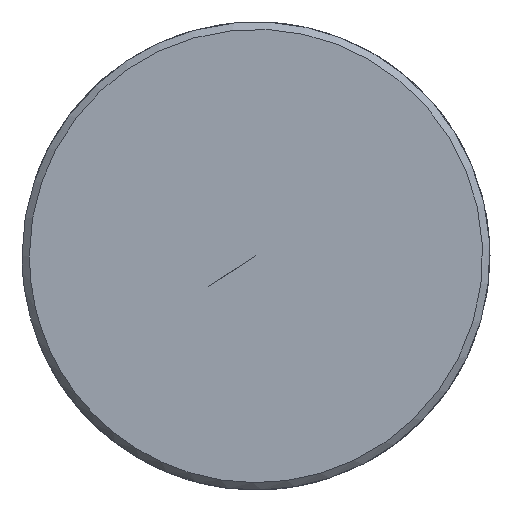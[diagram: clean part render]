
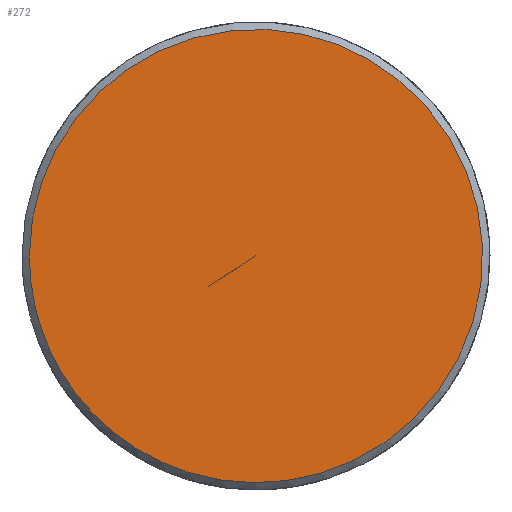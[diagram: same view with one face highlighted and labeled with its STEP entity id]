
A CAD part, left-side view. The second image highlights one B-rep face of the part: STEP entity #272.
In plain terms, the highlighted free-form (B-spline) face has degree [5, 1] with [6, 2] control points.
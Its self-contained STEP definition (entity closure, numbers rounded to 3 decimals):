
#200 = CARTESIAN_POINT ('', (-93., 7.75, 0.));
#201 = VERTEX_POINT ('', #200);
#209 = CARTESIAN_POINT ('', (-93., 7.75, 0.));
#210 = CARTESIAN_POINT ('', (-93., 7.75, 31.));
#211 = CARTESIAN_POINT ('', (-93., -23.25, 15.5));
#212 = CARTESIAN_POINT ('', (-93., -23.25, -15.5));
#213 = CARTESIAN_POINT ('', (-93., 7.75, -31.));
#214 = CARTESIAN_POINT ('', (-93., 7.75, 0.));
#215 = (
   BOUNDED_CURVE ()
   B_SPLINE_CURVE (5, (#209, #210, #211, #212, #213, #214), .UNSPECIFIED., .T., .U.)
   B_SPLINE_CURVE_WITH_KNOTS ((6, 6), (0., 1.), .UNSPECIFIED.)
   CURVE ()
   GEOMETRIC_REPRESENTATION_ITEM ()
   RATIONAL_B_SPLINE_CURVE ((5., 1., 1., 1., 1., 5.))
   REPRESENTATION_ITEM ('')
);
#216 = EDGE_CURVE ('', #201, #201, #215, .T.);
#248 = CARTESIAN_POINT ('', (-93., 0., 0.));
#249 = VERTEX_POINT ('', #248);
#250 = CARTESIAN_POINT ('', (-93., 0., 0.));
#251 = CARTESIAN_POINT ('', (-93., 7.75, 0.));
#252 = B_SPLINE_CURVE_WITH_KNOTS ('', 1, (#250, #251), .UNSPECIFIED., .F., .U., (2, 2), (0., 1.), .UNSPECIFIED.);
#253 = EDGE_CURVE ('', #249, #201, #252, .T.);
#254 = ORIENTED_EDGE ('', *, *, #253, .F.);
#255 = ORIENTED_EDGE ('', *, *, #253, .T.);
#256 = ORIENTED_EDGE ('', *, *, #216, .F.);
#257 = EDGE_LOOP ('', (#254, #255, #256));
#258 = FACE_OUTER_BOUND ('', #257, .T.);
#259 = CARTESIAN_POINT ('', (-93., 0., 0.));
#260 = CARTESIAN_POINT ('', (-93., 7.75, 0.));
#261 = CARTESIAN_POINT ('', (-93., 0., 0.));
#262 = CARTESIAN_POINT ('', (-93., 7.75, 31.));
#263 = CARTESIAN_POINT ('', (-93., 0., 0.));
#264 = CARTESIAN_POINT ('', (-93., -23.25, 15.5));
#265 = CARTESIAN_POINT ('', (-93., 0., 0.));
#266 = CARTESIAN_POINT ('', (-93., -23.25, -15.5));
#267 = CARTESIAN_POINT ('', (-93., 0., 0.));
#268 = CARTESIAN_POINT ('', (-93., 7.75, -31.));
#269 = CARTESIAN_POINT ('', (-93., 0., 0.));
#270 = CARTESIAN_POINT ('', (-93., 7.75, 0.));
#271 = (
   BOUNDED_SURFACE ()
   B_SPLINE_SURFACE (5, 1, ((#259, #260), (#261, #262), (#263, #264), (#265, #266), (#267, #268), (#269, #270)), .UNSPECIFIED., .T., .F., .U.)
   B_SPLINE_SURFACE_WITH_KNOTS ((6, 6), (2, 2), (0., 1.), (0., 1.), .UNSPECIFIED.)
   SURFACE ()
   GEOMETRIC_REPRESENTATION_ITEM ()
   RATIONAL_B_SPLINE_SURFACE (((5., 5.), (1., 1.), (1., 1.), (1., 1.), (1., 1.), (5., 5.)))
   REPRESENTATION_ITEM ('')
);
#272 = ADVANCED_FACE ('', (#258), #271, .T.);
